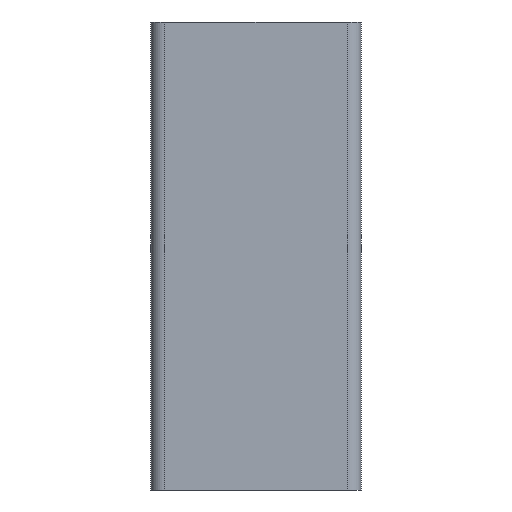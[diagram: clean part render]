
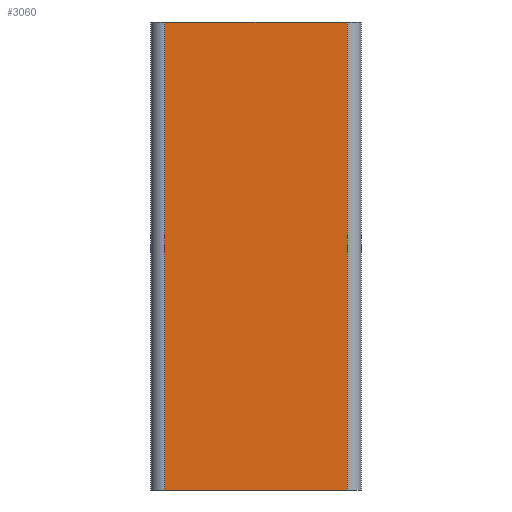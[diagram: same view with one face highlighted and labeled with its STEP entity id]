
A CAD part, front view. The second image highlights one B-rep face of the part: STEP entity #3060.
In plain terms, the highlighted planar face has unit normal (0, -1, 0).
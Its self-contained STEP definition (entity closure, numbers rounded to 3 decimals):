
#320=FACE_OUTER_BOUND('',#488,.T.);
#488=EDGE_LOOP('',(#2651,#2652,#2653,#2654));
#576=LINE('',#4408,#904);
#635=LINE('',#4630,#963);
#819=LINE('',#5120,#1147);
#820=LINE('',#5121,#1148);
#904=VECTOR('',#3482,10.);
#963=VECTOR('',#3647,10.);
#1147=VECTOR('',#4151,10.);
#1148=VECTOR('',#4152,10.);
#1245=VERTEX_POINT('',#4405);
#1246=VERTEX_POINT('',#4407);
#1355=VERTEX_POINT('',#4627);
#1356=VERTEX_POINT('',#4629);
#1549=EDGE_CURVE('',#1246,#1245,#576,.T.);
#1660=EDGE_CURVE('',#1355,#1356,#635,.T.);
#1907=EDGE_CURVE('',#1355,#1246,#819,.T.);
#1908=EDGE_CURVE('',#1356,#1245,#820,.T.);
#2651=ORIENTED_EDGE('',*,*,#1660,.F.);
#2652=ORIENTED_EDGE('',*,*,#1907,.T.);
#2653=ORIENTED_EDGE('',*,*,#1549,.T.);
#2654=ORIENTED_EDGE('',*,*,#1908,.F.);
#2934=PLANE('',#3362);
#3060=ADVANCED_FACE('',(#320),#2934,.T.);
#3362=AXIS2_PLACEMENT_3D('',#5119,#4149,#4150);
#3482=DIRECTION('',(-1.,0.,0.));
#3647=DIRECTION('',(-1.,0.,0.));
#4149=DIRECTION('center_axis',(0.,-1.,0.));
#4150=DIRECTION('ref_axis',(0.,0.,-1.));
#4151=DIRECTION('',(0.,0.,1.));
#4152=DIRECTION('',(0.,0.,1.));
#4405=CARTESIAN_POINT('',(-19.5,-22.5,100.));
#4407=CARTESIAN_POINT('',(19.5,-22.5,100.));
#4408=CARTESIAN_POINT('',(-3.,-22.5,100.));
#4627=CARTESIAN_POINT('',(19.5,-22.5,0.));
#4629=CARTESIAN_POINT('',(-19.5,-22.5,0.));
#4630=CARTESIAN_POINT('',(-3.,-22.5,0.));
#5119=CARTESIAN_POINT('Origin',(-6.,-22.5,0.));
#5120=CARTESIAN_POINT('',(19.5,-22.5,0.));
#5121=CARTESIAN_POINT('',(-19.5,-22.5,0.));
